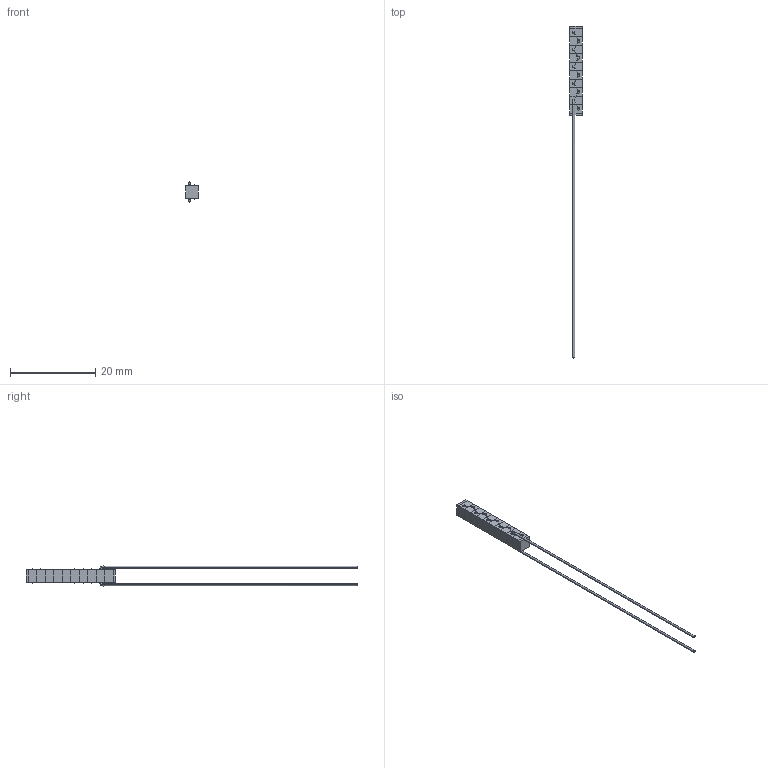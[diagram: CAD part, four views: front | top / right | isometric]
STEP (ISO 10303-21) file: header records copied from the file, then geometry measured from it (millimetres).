
FILE_DESCRIPTION (( 'STEP AP214' ), '1' );
FILE_NAME ('PK3JRP2.STEP', '2014-10-23T02:05:22', ( '' ), ( '' ), 'SwSTEP 2.0', 'SolidWorks 2012', '' );
FILE_SCHEMA (( 'AUTOMOTIVE_DESIGN' ));
Length unit declared in the file: millimetre
Products named in the file (1): PK3JRP2
Bounding box: 3 x 78.1 x 4.72 mm (x, y, z)
Volume: 213.9 mm3; surface area: 670.5 mm2
Topology: 6 solids, 6 shells, 237 faces, 591 edges, 354 vertices
Faces by surface type: plane 100, cylinder 96, sphere 26, bspline 15
Entity records: 10875 total; most frequent: CARTESIAN_POINT 4093, ORIENTED_EDGE 1182, DIRECTION 1028, EDGE_CURVE 591, AXIS2_PLACEMENT_3D 361, VERTEX_POINT 354, VECTOR 306, LINE 306
